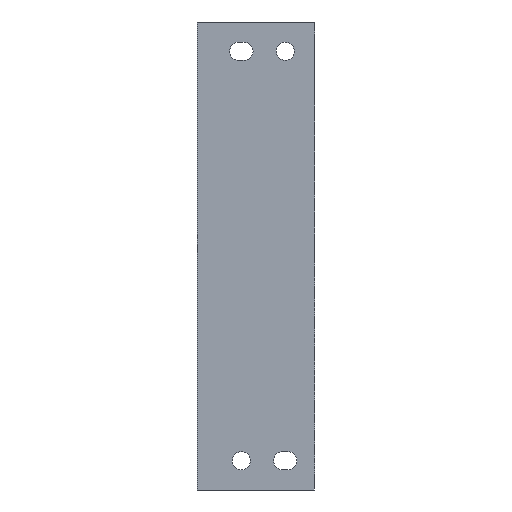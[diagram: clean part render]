
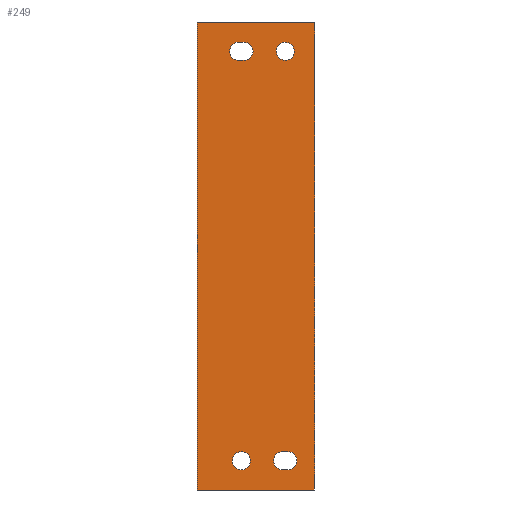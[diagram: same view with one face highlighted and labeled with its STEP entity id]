
A CAD part, front view. The second image highlights one B-rep face of the part: STEP entity #249.
In plain terms, the highlighted planar face has unit normal (0, -1, 0).
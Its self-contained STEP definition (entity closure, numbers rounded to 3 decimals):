
#63 = EDGE_CURVE ( 'NONE', #64, #114, #963, .T. ) ;
#64 = VERTEX_POINT ( 'NONE', #984 ) ;
#95 = ORIENTED_EDGE ( 'NONE', *, *, #96, .F. ) ;
#96 = EDGE_CURVE ( 'NONE', #64, #100, #1079, .T. ) ;
#99 = EDGE_CURVE ( 'NONE', #100, #135, #1025, .T. ) ;
#100 = VERTEX_POINT ( 'NONE', #1073 ) ;
#105 = ORIENTED_EDGE ( 'NONE', *, *, #63, .T. ) ;
#114 = VERTEX_POINT ( 'NONE', #1039 ) ;
#120 = VERTEX_POINT ( 'NONE', #1064 ) ;
#121 = ORIENTED_EDGE ( 'NONE', *, *, #122, .T. ) ;
#122 = EDGE_CURVE ( 'NONE', #120, #289, #1070, .T. ) ;
#123 = EDGE_LOOP ( 'NONE', ( #124, #126 ) ) ;
#124 = ORIENTED_EDGE ( 'NONE', *, *, #125, .T. ) ;
#125 = EDGE_CURVE ( 'NONE', #918, #889, #1036, .T. ) ;
#126 = ORIENTED_EDGE ( 'NONE', *, *, #902, .T. ) ;
#127 = EDGE_LOOP ( 'NONE', ( #128, #136, #95, #105 ) ) ;
#128 = ORIENTED_EDGE ( 'NONE', *, *, #129, .T. ) ;
#129 = EDGE_CURVE ( 'NONE', #114, #135, #1015, .T. ) ;
#134 = EDGE_LOOP ( 'NONE', ( #250, #254, #257, #280 ) ) ;
#135 = VERTEX_POINT ( 'NONE', #1099 ) ;
#136 = ORIENTED_EDGE ( 'NONE', *, *, #99, .F. ) ;
#249 = ADVANCED_FACE ( 'NONE', ( #1206, #1205, #1204, #1225, #1224 ), #1223, .F. ) ;
#250 = ORIENTED_EDGE ( 'NONE', *, *, #251, .T. ) ;
#251 = EDGE_CURVE ( 'NONE', #252, #253, #1247, .T. ) ;
#252 = VERTEX_POINT ( 'NONE', #1268 ) ;
#253 = VERTEX_POINT ( 'NONE', #1267 ) ;
#254 = ORIENTED_EDGE ( 'NONE', *, *, #255, .T. ) ;
#255 = EDGE_CURVE ( 'NONE', #253, #256, #1265, .T. ) ;
#256 = VERTEX_POINT ( 'NONE', #1354 ) ;
#257 = ORIENTED_EDGE ( 'NONE', *, *, #278, .T. ) ;
#278 = EDGE_CURVE ( 'NONE', #256, #279, #1288, .T. ) ;
#279 = VERTEX_POINT ( 'NONE', #1295 ) ;
#280 = ORIENTED_EDGE ( 'NONE', *, *, #281, .T. ) ;
#281 = EDGE_CURVE ( 'NONE', #279, #252, #1306, .T. ) ;
#282 = EDGE_LOOP ( 'NONE', ( #283, #285 ) ) ;
#283 = ORIENTED_EDGE ( 'NONE', *, *, #284, .T. ) ;
#284 = EDGE_CURVE ( 'NONE', #907, #926, #1307, .T. ) ;
#285 = ORIENTED_EDGE ( 'NONE', *, *, #953, .T. ) ;
#286 = EDGE_LOOP ( 'NONE', ( #287, #291, #295, #121 ) ) ;
#287 = ORIENTED_EDGE ( 'NONE', *, *, #288, .T. ) ;
#288 = EDGE_CURVE ( 'NONE', #289, #290, #1308, .T. ) ;
#289 = VERTEX_POINT ( 'NONE', #1299 ) ;
#290 = VERTEX_POINT ( 'NONE', #1292 ) ;
#291 = ORIENTED_EDGE ( 'NONE', *, *, #292, .T. ) ;
#292 = EDGE_CURVE ( 'NONE', #290, #294, #1315, .T. ) ;
#294 = VERTEX_POINT ( 'NONE', #1309 ) ;
#295 = ORIENTED_EDGE ( 'NONE', *, *, #296, .T. ) ;
#296 = EDGE_CURVE ( 'NONE', #294, #120, #1352, .T. ) ;
#889 = VERTEX_POINT ( 'NONE', #2304 ) ;
#902 = EDGE_CURVE ( 'NONE', #889, #918, #2347, .T. ) ;
#907 = VERTEX_POINT ( 'NONE', #2223 ) ;
#918 = VERTEX_POINT ( 'NONE', #2207 ) ;
#926 = VERTEX_POINT ( 'NONE', #2205 ) ;
#953 = EDGE_CURVE ( 'NONE', #926, #907, #2469, .T. ) ;
#963 = LINE ( 'NONE', #977, #976 ) ;
#975 = DIRECTION ( 'NONE',  ( 0., 0., -1. ) ) ;
#976 = VECTOR ( 'NONE', #975, 1000. ) ;
#977 = CARTESIAN_POINT ( 'NONE',  ( -10., 0., 40. ) ) ;
#984 = CARTESIAN_POINT ( 'NONE',  ( -10., 0., 40. ) ) ;
#1005 = DIRECTION ( 'NONE',  ( 1., 0., 0. ) ) ;
#1006 = VECTOR ( 'NONE', #1005, 1000. ) ;
#1007 = CARTESIAN_POINT ( 'NONE',  ( -10., 0., 40. ) ) ;
#1014 = CARTESIAN_POINT ( 'NONE',  ( -2.5, 0., -35. ) ) ;
#1015 = LINE ( 'NONE', #1042, #1044 ) ;
#1022 = DIRECTION ( 'NONE',  ( 0., 0., -1. ) ) ;
#1023 = VECTOR ( 'NONE', #1022, 1000. ) ;
#1024 = CARTESIAN_POINT ( 'NONE',  ( 10., 0., 40. ) ) ;
#1025 = LINE ( 'NONE', #1024, #1023 ) ;
#1033 = DIRECTION ( 'NONE',  ( 0., 0., 1. ) ) ;
#1034 = DIRECTION ( 'NONE',  ( 0., 1., 0. ) ) ;
#1035 = AXIS2_PLACEMENT_3D ( 'NONE', #1014, #1034, #1033 ) ;
#1036 = CIRCLE ( 'NONE', #1035, 1.55 ) ;
#1039 = CARTESIAN_POINT ( 'NONE',  ( -10., 0., -40. ) ) ;
#1042 = CARTESIAN_POINT ( 'NONE',  ( -10., 0., -40. ) ) ;
#1043 = DIRECTION ( 'NONE',  ( 1., 0., 0. ) ) ;
#1044 = VECTOR ( 'NONE', #1043, 1000. ) ;
#1064 = CARTESIAN_POINT ( 'NONE',  ( 5.45, 0., -33.45 ) ) ;
#1066 = DIRECTION ( 'NONE',  ( 0., 0., 1. ) ) ;
#1067 = DIRECTION ( 'NONE',  ( 0., 1., 0. ) ) ;
#1068 = CARTESIAN_POINT ( 'NONE',  ( 5.45, 0., -35. ) ) ;
#1069 = AXIS2_PLACEMENT_3D ( 'NONE', #1068, #1067, #1066 ) ;
#1070 = CIRCLE ( 'NONE', #1069, 1.55 ) ;
#1073 = CARTESIAN_POINT ( 'NONE',  ( 10., 0., 40. ) ) ;
#1079 = LINE ( 'NONE', #1007, #1006 ) ;
#1099 = CARTESIAN_POINT ( 'NONE',  ( 10., 0., -40. ) ) ;
#1112 = DIRECTION ( 'NONE',  ( 0., 0., 1. ) ) ;
#1204 = FACE_BOUND ( 'NONE', #286, .T. ) ;
#1205 = FACE_BOUND ( 'NONE', #282, .T. ) ;
#1206 = FACE_BOUND ( 'NONE', #134, .T. ) ;
#1221 = CARTESIAN_POINT ( 'NONE',  ( -10., 0., 40. ) ) ;
#1222 = AXIS2_PLACEMENT_3D ( 'NONE', #1221, #1249, #1248 ) ;
#1223 = PLANE ( 'NONE',  #1222 ) ;
#1224 = FACE_OUTER_BOUND ( 'NONE', #127, .T. ) ;
#1225 = FACE_BOUND ( 'NONE', #123, .T. ) ;
#1244 = DIRECTION ( 'NONE',  ( -1., 0., 0. ) ) ;
#1245 = VECTOR ( 'NONE', #1244, 1000. ) ;
#1246 = CARTESIAN_POINT ( 'NONE',  ( -2.95, 0., 33.45 ) ) ;
#1247 = LINE ( 'NONE', #1246, #1245 ) ;
#1248 = DIRECTION ( 'NONE',  ( 0., 0., 1. ) ) ;
#1249 = DIRECTION ( 'NONE',  ( 0., 1., 0. ) ) ;
#1262 = DIRECTION ( 'NONE',  ( 0., 1., 0. ) ) ;
#1263 = CARTESIAN_POINT ( 'NONE',  ( -2.95, 0., 35. ) ) ;
#1264 = AXIS2_PLACEMENT_3D ( 'NONE', #1263, #1262, #1112 ) ;
#1265 = CIRCLE ( 'NONE', #1264, 1.55 ) ;
#1267 = CARTESIAN_POINT ( 'NONE',  ( -2.95, 0., 33.45 ) ) ;
#1268 = CARTESIAN_POINT ( 'NONE',  ( -2.05, 0., 33.45 ) ) ;
#1283 = CARTESIAN_POINT ( 'NONE',  ( 4.55, 0., -36.55 ) ) ;
#1288 = LINE ( 'NONE', #1293, #1297 ) ;
#1292 = CARTESIAN_POINT ( 'NONE',  ( 4.55, 0., -36.55 ) ) ;
#1293 = CARTESIAN_POINT ( 'NONE',  ( -2.95, 0., 36.55 ) ) ;
#1294 = CARTESIAN_POINT ( 'NONE',  ( -2.05, 0., 35. ) ) ;
#1295 = CARTESIAN_POINT ( 'NONE',  ( -2.05, 0., 36.55 ) ) ;
#1296 = DIRECTION ( 'NONE',  ( 1., 0., 0. ) ) ;
#1297 = VECTOR ( 'NONE', #1296, 1000. ) ;
#1299 = CARTESIAN_POINT ( 'NONE',  ( 5.45, 0., -36.55 ) ) ;
#1300 = DIRECTION ( 'NONE',  ( -1., 0., 0. ) ) ;
#1301 = VECTOR ( 'NONE', #1300, 1000. ) ;
#1303 = DIRECTION ( 'NONE',  ( 0., 0., 1. ) ) ;
#1304 = DIRECTION ( 'NONE',  ( 0., 1., 0. ) ) ;
#1305 = AXIS2_PLACEMENT_3D ( 'NONE', #1294, #1304, #1303 ) ;
#1306 = CIRCLE ( 'NONE', #1305, 1.55 ) ;
#1307 = CIRCLE ( 'NONE', #1330, 1.55 ) ;
#1308 = LINE ( 'NONE', #1283, #1301 ) ;
#1309 = CARTESIAN_POINT ( 'NONE',  ( 4.55, 0., -33.45 ) ) ;
#1311 = DIRECTION ( 'NONE',  ( 0., 0., 1. ) ) ;
#1312 = DIRECTION ( 'NONE',  ( 0., 1., 0. ) ) ;
#1313 = CARTESIAN_POINT ( 'NONE',  ( 4.55, 0., -35. ) ) ;
#1314 = AXIS2_PLACEMENT_3D ( 'NONE', #1313, #1312, #1311 ) ;
#1315 = CIRCLE ( 'NONE', #1314, 1.55 ) ;
#1327 = DIRECTION ( 'NONE',  ( 0., 0., 1. ) ) ;
#1328 = DIRECTION ( 'NONE',  ( 0., 1., 0. ) ) ;
#1329 = CARTESIAN_POINT ( 'NONE',  ( 5., 0., 35. ) ) ;
#1330 = AXIS2_PLACEMENT_3D ( 'NONE', #1329, #1328, #1327 ) ;
#1349 = DIRECTION ( 'NONE',  ( 1., 0., 0. ) ) ;
#1350 = VECTOR ( 'NONE', #1349, 1000. ) ;
#1351 = CARTESIAN_POINT ( 'NONE',  ( 4.55, 0., -33.45 ) ) ;
#1352 = LINE ( 'NONE', #1351, #1350 ) ;
#1354 = CARTESIAN_POINT ( 'NONE',  ( -2.95, 0., 36.55 ) ) ;
#2205 = CARTESIAN_POINT ( 'NONE',  ( 5., 0., 33.45 ) ) ;
#2207 = CARTESIAN_POINT ( 'NONE',  ( -2.5, 0., -33.45 ) ) ;
#2223 = CARTESIAN_POINT ( 'NONE',  ( 5., 0., 36.55 ) ) ;
#2304 = CARTESIAN_POINT ( 'NONE',  ( -2.5, 0., -36.55 ) ) ;
#2343 = DIRECTION ( 'NONE',  ( 0., 0., 1. ) ) ;
#2344 = DIRECTION ( 'NONE',  ( 0., 1., 0. ) ) ;
#2345 = CARTESIAN_POINT ( 'NONE',  ( -2.5, 0., -35. ) ) ;
#2346 = AXIS2_PLACEMENT_3D ( 'NONE', #2345, #2344, #2343 ) ;
#2347 = CIRCLE ( 'NONE', #2346, 1.55 ) ;
#2467 = CARTESIAN_POINT ( 'NONE',  ( 5., 0., 35. ) ) ;
#2468 = AXIS2_PLACEMENT_3D ( 'NONE', #2467, #2605, #2604 ) ;
#2469 = CIRCLE ( 'NONE', #2468, 1.55 ) ;
#2604 = DIRECTION ( 'NONE',  ( 0., 0., 1. ) ) ;
#2605 = DIRECTION ( 'NONE',  ( 0., 1., 0. ) ) ;
